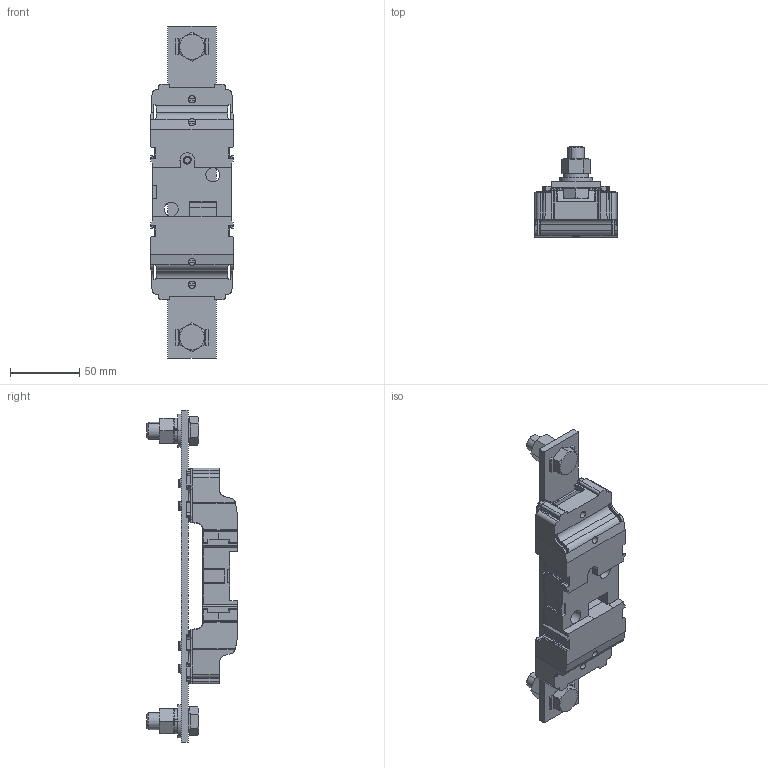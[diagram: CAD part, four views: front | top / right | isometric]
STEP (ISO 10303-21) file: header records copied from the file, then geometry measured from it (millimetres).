
FILE_DESCRIPTION((''),'2;1');
FILE_NAME('004121600_PT3_M12-M12_1P_ASM','2023-10-26T10:01:58',('klemen.sitar'),('Audax d.o.o.'),'CREO PARAMETRIC BY PTC INC, 2021304','CREO PARAMETRIC BY PTC INC, 2021304','');
FILE_SCHEMA(('AP242_MANAGED_MODEL_BASED_3D_ENGINEERING_MIM_LF { 1 0 10303 442 1 1 4 }'));
Products named in the file (16): ASM0024_ASM_1_1_ASM_1_1_1_1; 0000047317_1_1_2_3_1_1_1_1; BASE_ASM_1_ASM; 0000033927_1_1_1_1_1; 0000032770_1_1_1_1_1; 0000032788_1_1_1_1_1; 0000032765_1_1_1_1_1; M12_T_ASM_1_ASM; M12_B_ASM_1_ASM; ETI_LOGO_13_2X7_71MM_1_1; ETI_LOGO_13_2X7_71MM_1_2; ETI_LOGO_13_2X7_71MM_1_3; ETI_LOGO_13_2X7_71MM_1_ASM; 004121600_PT3_M12-M12_1P_ASM_1_ASM; PRT0002; 004121600_PT3_M12-M12_1P_ASM
Assembly tree (22 placements, depth 4):
  004121600_PT3_M12-M12_1P_ASM
    004121600_PT3_M12-M12_1P_ASM_1_ASM
      BASE_ASM_1_ASM
        ASM0024_ASM_1_1_ASM_1_1_1_1
        0000047317_1_1_2_3_1_1_1_1  x4
      M12_T_ASM_1_ASM
        0000033927_1_1_1_1_1
        0000032770_1_1_1_1_1
        0000032788_1_1_1_1_1
        0000032765_1_1_1_1_1
      M12_B_ASM_1_ASM
        0000033927_1_1_1_1_1
        0000032770_1_1_1_1_1
        0000032788_1_1_1_1_1
        0000032765_1_1_1_1_1
      ETI_LOGO_13_2X7_71MM_1_ASM
        ETI_LOGO_13_2X7_71MM_1_1
        ETI_LOGO_13_2X7_71MM_1_2
        ETI_LOGO_13_2X7_71MM_1_3
    PRT0002
Bounding box: 59.8 x 65.5 x 240 mm (x, y, z)
Volume: 59929.3 mm3; surface area: 73391.9 mm2
Topology: 16 solids, 23 shells, 1411 faces, 3550 edges, 2143 vertices
Faces by surface type: plane 518, cylinder 461, bspline 150, cone 124, torus 108, extrusion 26, sphere 24
Entity records: 73987 total; most frequent: CARTESIAN_POINT 23271, ORIENTED_EDGE 6446, DIRECTION 6155, PRESENTATION_STYLE_ASSIGNMENT 4449, STYLED_ITEM 4449, EDGE_CURVE 3236, CURVE_STYLE 3199, AXIS2_PLACEMENT_3D 2214
